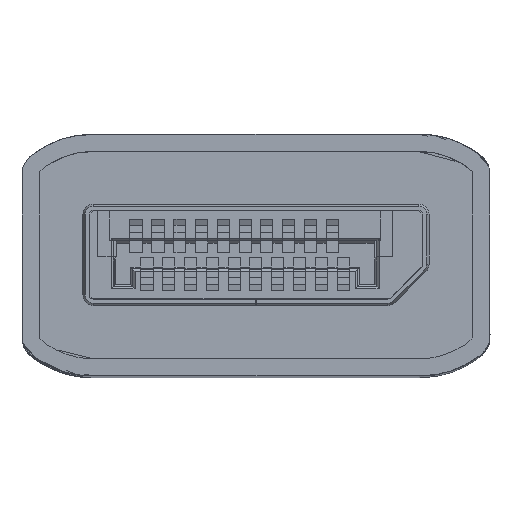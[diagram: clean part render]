
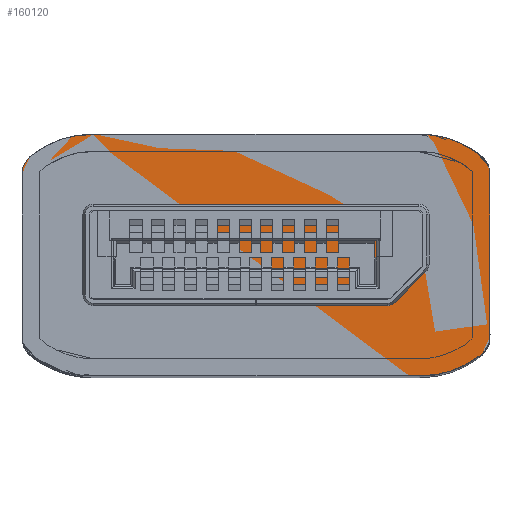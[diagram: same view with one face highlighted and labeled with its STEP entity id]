
A CAD part, top view. The second image highlights one B-rep face of the part: STEP entity #160120.
In plain terms, the highlighted planar face has unit normal (0, 0, 1).
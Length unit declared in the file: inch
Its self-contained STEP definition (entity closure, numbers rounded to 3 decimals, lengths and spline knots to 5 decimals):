
#3637 = CARTESIAN_POINT ( 'NONE',  ( 0.33527, -0.21675, 0. ) ) ;
#4945 = CARTESIAN_POINT ( 'NONE',  ( -0.42323, 0., 0. ) ) ;
#7771 = VERTEX_POINT ( 'NONE', #14808 ) ;
#12060 = EDGE_LOOP ( 'NONE', ( #152870, #20041, #15498, #35681, #20045, #82726, #159543, #158750 ) ) ;
#13088 = CARTESIAN_POINT ( 'NONE',  ( -0.42323, 0.14552, 0. ) ) ;
#14808 = CARTESIAN_POINT ( 'NONE',  ( -0.29527, -0.21844, 0. ) ) ;
#15275 = CARTESIAN_POINT ( 'NONE',  ( -0.423, -0.15841, 0. ) ) ;
#15498 = ORIENTED_EDGE ( 'NONE', *, *, #97229, .T. ) ;
#20041 = ORIENTED_EDGE ( 'NONE', *, *, #185252, .T. ) ;
#20045 = ORIENTED_EDGE ( 'NONE', *, *, #34301, .T. ) ;
#25264 = PLANE ( 'NONE',  #186915 ) ;
#26224 = CARTESIAN_POINT ( 'NONE',  ( 0., -0.2185, 0. ) ) ;
#27753 = CARTESIAN_POINT ( 'NONE',  ( 0.42323, 0.13976, 0. ) ) ;
#27944 = LINE ( 'NONE', #114718, #130553 ) ;
#29252 = CARTESIAN_POINT ( 'NONE',  ( -0.423, 0.15841, 0. ) ) ;
#29502 = B_SPLINE_CURVE_WITH_KNOTS ( 'NONE', 3,
 ( #27753, #87820, #142204, #128845, #130714, #69749, #55477, #187123, #56405, #114532 ),
 .UNSPECIFIED., .F., .F.,
 ( 4, 1, 1, 1, 1, 1, 1, 4 ),
 ( 0., 0.00008, 0.00037, 0.00094, 0.00152, 0.00209, 0.00324, 0.00419 ),
 .UNSPECIFIED. ) ;
#33014 = CARTESIAN_POINT ( 'NONE',  ( -0.29527, 0.21844, 0. ) ) ;
#33151 = CARTESIAN_POINT ( 'NONE',  ( 0.423, -0.15841, 0. ) ) ;
#34301 = EDGE_CURVE ( 'NONE', #111914, #129997, #62348, .T. ) ;
#35423 = DIRECTION ( 'NONE',  ( 0., -1., 0. ) ) ;
#35681 = ORIENTED_EDGE ( 'NONE', *, *, #69061, .T. ) ;
#43676 = CARTESIAN_POINT ( 'NONE',  ( 0.42323, -0.13976, 0. ) ) ;
#44741 = CARTESIAN_POINT ( 'NONE',  ( -0.29527, -0.21844, 0. ) ) ;
#45387 = CARTESIAN_POINT ( 'NONE',  ( -0.42322, 0.14082, 0. ) ) ;
#47006 = DIRECTION ( 'NONE',  ( 0., 1., 0. ) ) ;
#52045 = DIRECTION ( 'NONE',  ( 0., 0., 1. ) ) ;
#53909 = CARTESIAN_POINT ( 'NONE',  ( 0., 0., 0. ) ) ;
#55477 = CARTESIAN_POINT ( 'NONE',  ( 0.36862, 0.20386, 0. ) ) ;
#55525 = CARTESIAN_POINT ( 'NONE',  ( 0.29527, 0.21844, 0. ) ) ;
#56405 = CARTESIAN_POINT ( 'NONE',  ( 0.30782, 0.21806, 0. ) ) ;
#56632 = VERTEX_POINT ( 'NONE', #153291 ) ;
#58577 = CARTESIAN_POINT ( 'NONE',  ( 0.42323, 0.13976, 0. ) ) ;
#59048 = CARTESIAN_POINT ( 'NONE',  ( 0.42323, -0.14552, 0. ) ) ;
#61371 = VECTOR ( 'NONE', #129204, 39.37008 ) ;
#61863 = CARTESIAN_POINT ( 'NONE',  ( 0.41345, -0.17532, 0. ) ) ;
#62348 = LINE ( 'NONE', #132858, #159155 ) ;
#69061 = EDGE_CURVE ( 'NONE', #102694, #111914, #95885, .T. ) ;
#69749 = CARTESIAN_POINT ( 'NONE',  ( 0.39507, 0.18917, 0. ) ) ;
#70670 = VERTEX_POINT ( 'NONE', #162340 ) ;
#71247 = CARTESIAN_POINT ( 'NONE',  ( -0.36861, 0.20384, 0. ) ) ;
#71579 = CARTESIAN_POINT ( 'NONE',  ( -0.42322, -0.14082, 0. ) ) ;
#73445 = CARTESIAN_POINT ( 'NONE',  ( -0.41347, -0.17533, 0. ) ) ;
#74519 = EDGE_CURVE ( 'NONE', #129997, #164084, #29502, .T. ) ;
#82529 = LINE ( 'NONE', #26224, #61371 ) ;
#82726 = ORIENTED_EDGE ( 'NONE', *, *, #74519, .T. ) ;
#83430 = DIRECTION ( 'NONE',  ( 1., 0., 0. ) ) ;
#85538 = CARTESIAN_POINT ( 'NONE',  ( -0.41345, 0.17532, 0. ) ) ;
#86789 = EDGE_CURVE ( 'NONE', #95901, #164084, #27944, .T. ) ;
#87820 = CARTESIAN_POINT ( 'NONE',  ( 0.42322, 0.14082, 0. ) ) ;
#89477 = CARTESIAN_POINT ( 'NONE',  ( 0.36861, -0.20384, 0. ) ) ;
#90375 = CARTESIAN_POINT ( 'NONE',  ( 0.42322, -0.14082, 0. ) ) ;
#95885 = B_SPLINE_CURVE_WITH_KNOTS ( 'NONE', 3,
 ( #132372, #134267, #3637, #89477, #163900, #61863, #33151, #59048, #90375, #43676 ),
 .UNSPECIFIED., .F., .F.,
 ( 4, 1, 1, 1, 1, 1, 1, 4 ),
 ( 0., 0.00093, 0.00207, 0.00263, 0.0032, 0.00377, 0.00405, 0.00413 ),
 .UNSPECIFIED. ) ;
#95901 = VERTEX_POINT ( 'NONE', #33014 ) ;
#97229 = EDGE_CURVE ( 'NONE', #7771, #102694, #82529, .T. ) ;
#102694 = VERTEX_POINT ( 'NONE', #115968 ) ;
#104485 = CARTESIAN_POINT ( 'NONE',  ( -0.29527, 0.21844, 0. ) ) ;
#111914 = VERTEX_POINT ( 'NONE', #128233 ) ;
#113662 = B_SPLINE_CURVE_WITH_KNOTS ( 'NONE', 3,
 ( #104485, #130295, #159965, #71247, #159033, #85538, #29252, #13088, #45387, #187660 ),
 .UNSPECIFIED., .F., .F.,
 ( 4, 1, 1, 1, 1, 1, 1, 4 ),
 ( 0., 0.00093, 0.00207, 0.00263, 0.0032, 0.00377, 0.00405, 0.00413 ),
 .UNSPECIFIED. ) ;
#114532 = CARTESIAN_POINT ( 'NONE',  ( 0.29527, 0.21844, 0. ) ) ;
#114718 = CARTESIAN_POINT ( 'NONE',  ( 0.42323, 0.2185, 0. ) ) ;
#114953 = EDGE_CURVE ( 'NONE', #70670, #56632, #138424, .T. ) ;
#115968 = CARTESIAN_POINT ( 'NONE',  ( 0.29527, -0.21844, 0. ) ) ;
#117292 = CARTESIAN_POINT ( 'NONE',  ( -0.36862, -0.20386, 0. ) ) ;
#119966 = B_SPLINE_CURVE_WITH_KNOTS ( 'NONE', 3,
 ( #160290, #71579, #159356, #15275, #73445, #131603, #117292, #146861, #187979, #44741 ),
 .UNSPECIFIED., .F., .F.,
 ( 4, 1, 1, 1, 1, 1, 1, 4 ),
 ( 0., 0.00008, 0.00037, 0.00094, 0.00152, 0.00209, 0.00324, 0.00419 ),
 .UNSPECIFIED. ) ;
#128233 = CARTESIAN_POINT ( 'NONE',  ( 0.42323, -0.13976, 0. ) ) ;
#128845 = CARTESIAN_POINT ( 'NONE',  ( 0.423, 0.15841, 0. ) ) ;
#129204 = DIRECTION ( 'NONE',  ( 1., 0., 0. ) ) ;
#129997 = VERTEX_POINT ( 'NONE', #58577 ) ;
#130295 = CARTESIAN_POINT ( 'NONE',  ( -0.3078, 0.21806, 0. ) ) ;
#130553 = VECTOR ( 'NONE', #158685, 39.37008 ) ;
#130714 = CARTESIAN_POINT ( 'NONE',  ( 0.41347, 0.17533, 0. ) ) ;
#131603 = CARTESIAN_POINT ( 'NONE',  ( -0.39507, -0.18917, 0. ) ) ;
#132372 = CARTESIAN_POINT ( 'NONE',  ( 0.29527, -0.21844, 0. ) ) ;
#132858 = CARTESIAN_POINT ( 'NONE',  ( 0.42323, 0., 0. ) ) ;
#134267 = CARTESIAN_POINT ( 'NONE',  ( 0.3078, -0.21806, 0. ) ) ;
#138424 = LINE ( 'NONE', #4945, #174008 ) ;
#142204 = CARTESIAN_POINT ( 'NONE',  ( 0.42323, 0.14552, 0. ) ) ;
#146861 = CARTESIAN_POINT ( 'NONE',  ( -0.33526, -0.21675, 0. ) ) ;
#152870 = ORIENTED_EDGE ( 'NONE', *, *, #114953, .T. ) ;
#153291 = CARTESIAN_POINT ( 'NONE',  ( -0.42323, -0.13976, 0. ) ) ;
#158685 = DIRECTION ( 'NONE',  ( 1., 0., 0. ) ) ;
#158750 = ORIENTED_EDGE ( 'NONE', *, *, #164780, .T. ) ;
#159033 = CARTESIAN_POINT ( 'NONE',  ( -0.39506, 0.18915, 0. ) ) ;
#159155 = VECTOR ( 'NONE', #47006, 39.37008 ) ;
#159356 = CARTESIAN_POINT ( 'NONE',  ( -0.42323, -0.14552, 0. ) ) ;
#159543 = ORIENTED_EDGE ( 'NONE', *, *, #86789, .F. ) ;
#159965 = CARTESIAN_POINT ( 'NONE',  ( -0.33527, 0.21675, 0. ) ) ;
#160120 = ADVANCED_FACE ( 'NONE', ( #184617 ), #25264, .T. ) ;
#160290 = CARTESIAN_POINT ( 'NONE',  ( -0.42323, -0.13976, 0. ) ) ;
#162340 = CARTESIAN_POINT ( 'NONE',  ( -0.42323, 0.13976, 0. ) ) ;
#163900 = CARTESIAN_POINT ( 'NONE',  ( 0.39506, -0.18915, 0. ) ) ;
#164084 = VERTEX_POINT ( 'NONE', #55525 ) ;
#164780 = EDGE_CURVE ( 'NONE', #95901, #70670, #113662, .T. ) ;
#174008 = VECTOR ( 'NONE', #35423, 39.37008 ) ;
#184617 = FACE_OUTER_BOUND ( 'NONE', #12060, .T. ) ;
#185252 = EDGE_CURVE ( 'NONE', #56632, #7771, #119966, .T. ) ;
#186915 = AXIS2_PLACEMENT_3D ( 'NONE', #53909, #52045, #83430 ) ;
#187123 = CARTESIAN_POINT ( 'NONE',  ( 0.33526, 0.21675, 0. ) ) ;
#187660 = CARTESIAN_POINT ( 'NONE',  ( -0.42323, 0.13976, 0. ) ) ;
#187979 = CARTESIAN_POINT ( 'NONE',  ( -0.30782, -0.21806, 0. ) ) ;
